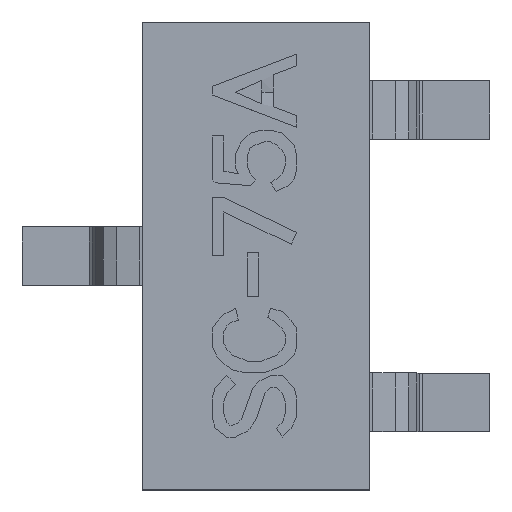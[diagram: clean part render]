
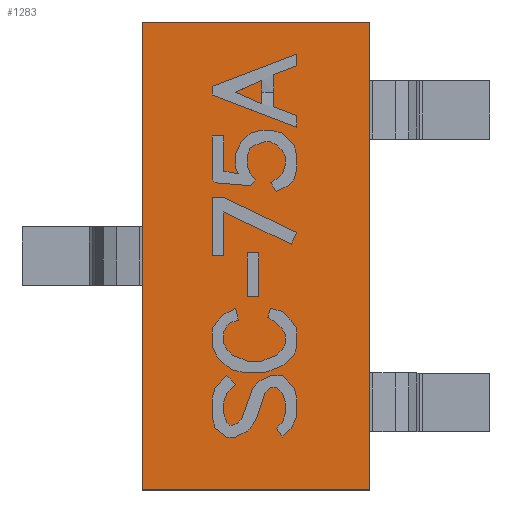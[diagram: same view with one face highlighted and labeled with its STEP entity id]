
A CAD part, top view. The second image highlights one B-rep face of the part: STEP entity #1283.
In plain terms, the highlighted planar face has unit normal (0, 0, 1).
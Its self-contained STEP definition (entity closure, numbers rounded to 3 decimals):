
#1257 = ORIENTED_EDGE ( 'NONE', *, *, #1258, .F. ) ;
#1258 = EDGE_CURVE ( 'NONE', #1259, #1260, #3835, .T. ) ;
#1259 = VERTEX_POINT ( 'NONE', #3831 ) ;
#1260 = VERTEX_POINT ( 'NONE', #3830 ) ;
#1261 = ORIENTED_EDGE ( 'NONE', *, *, #1262, .F. ) ;
#1262 = EDGE_CURVE ( 'NONE', #1263, #1259, #3829, .T. ) ;
#1263 = VERTEX_POINT ( 'NONE', #3825 ) ;
#1264 = ORIENTED_EDGE ( 'NONE', *, *, #1265, .F. ) ;
#1265 = EDGE_CURVE ( 'NONE', #1266, #1263, #3824, .T. ) ;
#1266 = VERTEX_POINT ( 'NONE', #3820 ) ;
#1267 = ORIENTED_EDGE ( 'NONE', *, *, #1268, .F. ) ;
#1268 = EDGE_CURVE ( 'NONE', #1260, #1266, #3819, .T. ) ;
#1280 = EDGE_LOOP ( 'NONE', ( #1257, #1261, #1264, #1267 ) ) ;
#1283 = ADVANCED_FACE ( 'NONE', ( #3852 ), #3851, .T. ) ;
#3816 = DIRECTION ( 'NONE',  ( 0., -1., 0. ) ) ;
#3817 = VECTOR ( 'NONE', #3816, 1000. ) ;
#3818 = CARTESIAN_POINT ( 'NONE',  ( 0.39, 0.8, 0.65 ) ) ;
#3819 = LINE ( 'NONE', #3818, #3817 ) ;
#3820 = CARTESIAN_POINT ( 'NONE',  ( 0.39, -0.8, 0.65 ) ) ;
#3821 = DIRECTION ( 'NONE',  ( -1., 0., 0. ) ) ;
#3822 = VECTOR ( 'NONE', #3821, 1000. ) ;
#3823 = CARTESIAN_POINT ( 'NONE',  ( 0.39, -0.8, 0.65 ) ) ;
#3824 = LINE ( 'NONE', #3823, #3822 ) ;
#3825 = CARTESIAN_POINT ( 'NONE',  ( -0.39, -0.8, 0.65 ) ) ;
#3826 = DIRECTION ( 'NONE',  ( 0., 1., 0. ) ) ;
#3827 = VECTOR ( 'NONE', #3826, 1000. ) ;
#3828 = CARTESIAN_POINT ( 'NONE',  ( -0.39, -0.8, 0.65 ) ) ;
#3829 = LINE ( 'NONE', #3828, #3827 ) ;
#3830 = CARTESIAN_POINT ( 'NONE',  ( 0.39, 0.8, 0.65 ) ) ;
#3831 = CARTESIAN_POINT ( 'NONE',  ( -0.39, 0.8, 0.65 ) ) ;
#3832 = DIRECTION ( 'NONE',  ( 1., 0., 0. ) ) ;
#3833 = VECTOR ( 'NONE', #3832, 1000. ) ;
#3834 = CARTESIAN_POINT ( 'NONE',  ( -0.39, 0.8, 0.65 ) ) ;
#3835 = LINE ( 'NONE', #3834, #3833 ) ;
#3847 = DIRECTION ( 'NONE',  ( 1., 0., 0. ) ) ;
#3848 = DIRECTION ( 'NONE',  ( 0., 0., 1. ) ) ;
#3849 = CARTESIAN_POINT ( 'NONE',  ( -0.39, -0.8, 0.65 ) ) ;
#3850 = AXIS2_PLACEMENT_3D ( 'NONE', #3849, #3848, #3847 ) ;
#3851 = PLANE ( 'NONE',  #3850 ) ;
#3852 = FACE_OUTER_BOUND ( 'NONE', #1280, .T. ) ;
